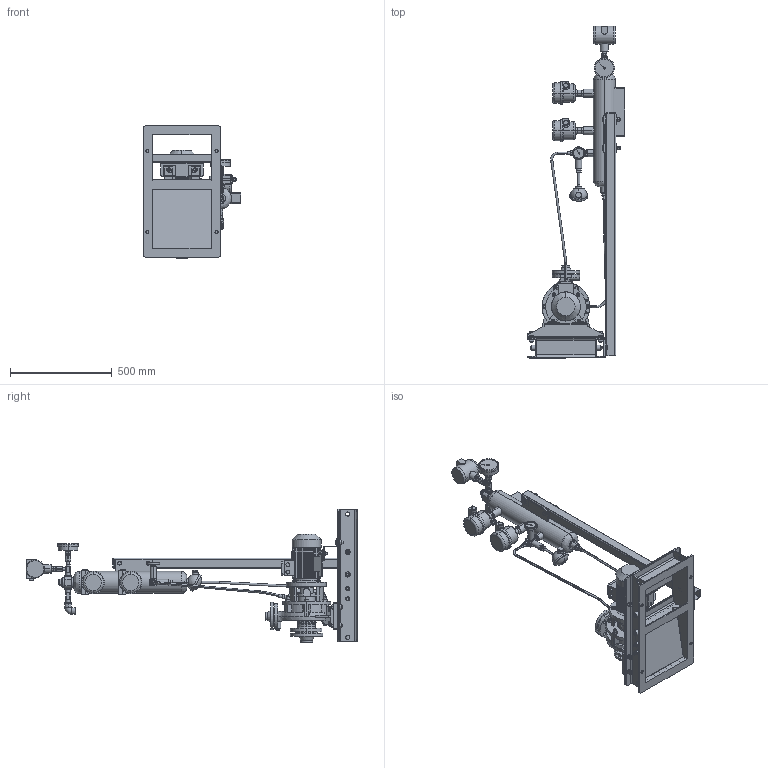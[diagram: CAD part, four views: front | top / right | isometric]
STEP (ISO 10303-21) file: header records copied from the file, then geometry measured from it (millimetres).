
FILE_DESCRIPTION (( 'STEP AP203' ), '1' );
FILE_NAME ('221-203-55Ò-ÐÑ2-41-02.step', '2023-07-26T12:57:11', ( 'adb' ), ( '' ), 'SwSTEP 2.0', 'SolidWorks 2016', '' );
FILE_SCHEMA (( 'CONFIG_CONTROL_DESIGN' ));
Products named in the file (1): 221-203-55Ò-ÐÑ2-41-02
Bounding box: 479 x 1630.5 x 655 mm (x, y, z)
Volume: 18543865.2 mm3; surface area: 3584186 mm2
Topology: 32 solids, 45 shells, 3067 faces, 7799 edges, 5015 vertices
Faces by surface type: plane 1561, cylinder 1112, cone 280, torus 63, bspline 41, sphere 10
Entity records: 106818 total; most frequent: CARTESIAN_POINT 31884, DIRECTION 15812, ORIENTED_EDGE 15566, EDGE_CURVE 7783, AXIS2_PLACEMENT_3D 5984, VERTEX_POINT 5009, LINE 3844, VECTOR 3844
